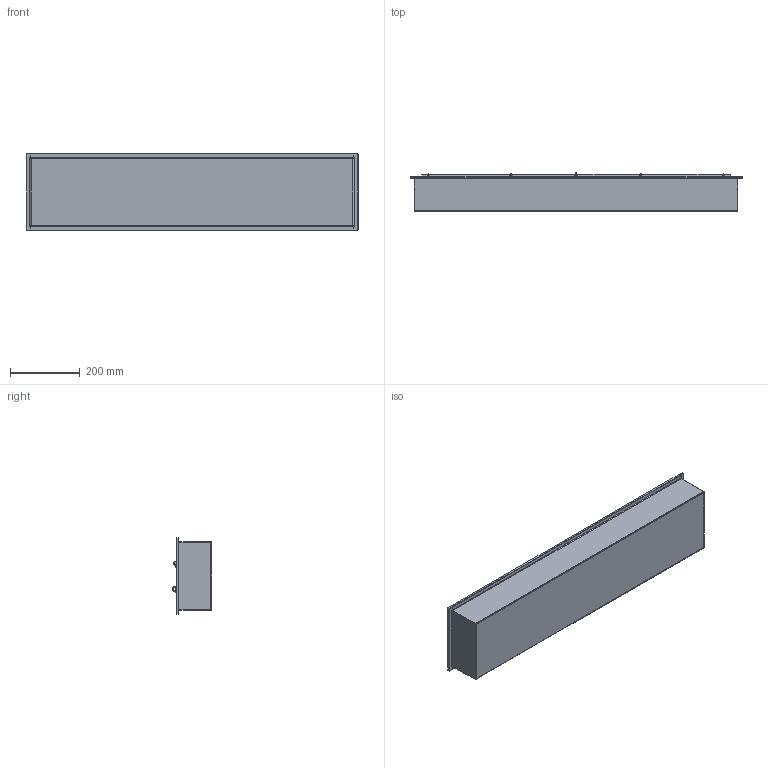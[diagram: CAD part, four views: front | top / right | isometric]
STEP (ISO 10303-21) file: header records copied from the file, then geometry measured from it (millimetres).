
FILE_DESCRIPTION (( 'STEP AP203' ), '1' );
FILE_NAME ('QV.STEP', '2014-05-13T13:09:13', ( '' ), ( '' ), 'SwSTEP 2.0', 'SolidWorks 2014', '' );
FILE_SCHEMA (( 'CONFIG_CONTROL_DESIGN' ));
Length unit declared in the file: millimetre
Products named in the file (1): QV
Bounding box: 950 x 112.06 x 220 mm (x, y, z)
Surface area: 1095903.7 mm2 (no closed solid volume)
Topology: 0 solids, 15 shells, 228 faces, 1626 edges, 1387 vertices
Faces by surface type: plane 137, cylinder 89, sphere 2
Entity records: 15681 total; most frequent: CARTESIAN_POINT 3374, DIRECTION 2732, ORIENTED_EDGE 2044, EDGE_CURVE 1626, VERTEX_POINT 1387, LINE 954, VECTOR 954, AXIS2_PLACEMENT_3D 889
